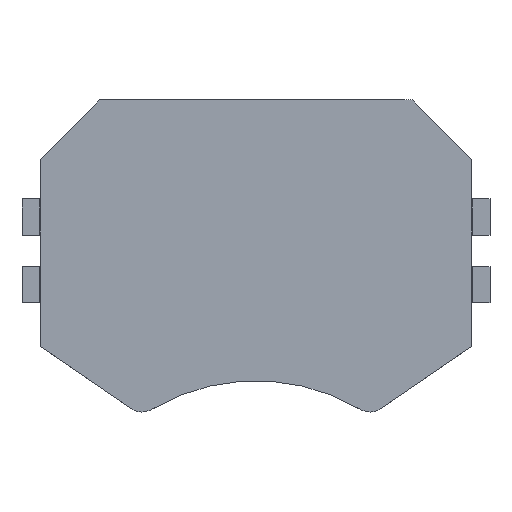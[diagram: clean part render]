
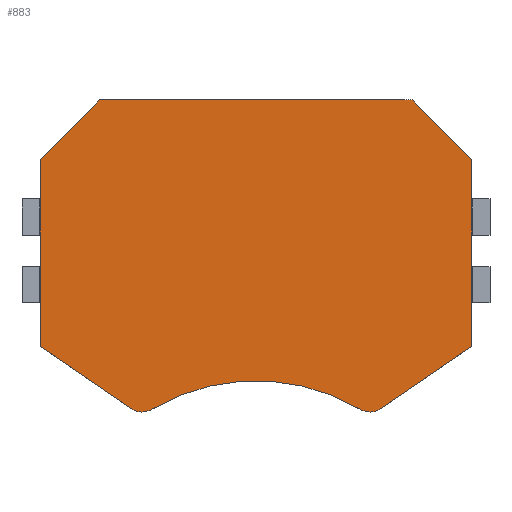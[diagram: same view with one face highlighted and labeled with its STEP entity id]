
A CAD part, top view. The second image highlights one B-rep face of the part: STEP entity #883.
In plain terms, the highlighted planar face has unit normal (0, 0, 1).
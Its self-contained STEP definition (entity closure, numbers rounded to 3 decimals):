
#33 = VERTEX_POINT('',#34);
#34 = CARTESIAN_POINT('',(5.569,-7.781,4.318)
  );
#40 = EDGE_CURVE('',#41,#33,#43,.T.);
#41 = VERTEX_POINT('',#42);
#42 = CARTESIAN_POINT('',(5.115,-7.656,4.318)
  );
#43 = CIRCLE('',#44,0.889);
#44 = AXIS2_PLACEMENT_3D('',#45,#46,#47);
#45 = CARTESIAN_POINT('',(5.569,-6.892,4.318)
  );
#46 = DIRECTION('',(0.,0.,1.));
#47 = DIRECTION('',(0.,-1.,0.));
#75 = VERTEX_POINT('',#76);
#76 = CARTESIAN_POINT('',(-5.569,-7.781,4.318
    ));
#82 = EDGE_CURVE('',#83,#75,#85,.T.);
#83 = VERTEX_POINT('',#84);
#84 = CARTESIAN_POINT('',(-6.07,-7.626,4.318
    ));
#85 = CIRCLE('',#86,0.889);
#86 = AXIS2_PLACEMENT_3D('',#87,#88,#89);
#87 = CARTESIAN_POINT('',(-5.569,-6.892,4.318
    ));
#88 = DIRECTION('',(0.,0.,1.));
#89 = DIRECTION('',(0.,-1.,0.));
#132 = VERTEX_POINT('',#133);
#133 = CARTESIAN_POINT('',(10.541,4.542,4.318));
#139 = EDGE_CURVE('',#140,#132,#142,.T.);
#140 = VERTEX_POINT('',#141);
#141 = CARTESIAN_POINT('',(10.541,-4.574,4.318));
#142 = LINE('',#143,#144);
#143 = CARTESIAN_POINT('',(10.541,-17.937,4.318));
#144 = VECTOR('',#145,1.);
#145 = DIRECTION('',(0.,1.,0.));
#622 = VERTEX_POINT('',#623);
#623 = CARTESIAN_POINT('',(7.62,7.463,4.318));
#629 = EDGE_CURVE('',#132,#622,#630,.T.);
#630 = LINE('',#631,#632);
#631 = CARTESIAN_POINT('',(7.62,7.463,4.318));
#632 = VECTOR('',#633,1.);
#633 = DIRECTION('',(-0.707,0.707,0.
    ));
#756 = VERTEX_POINT('',#757);
#757 = CARTESIAN_POINT('',(-10.541,4.542,4.318));
#763 = EDGE_CURVE('',#756,#764,#766,.T.);
#764 = VERTEX_POINT('',#765);
#765 = CARTESIAN_POINT('',(-7.62,7.463,4.318));
#766 = LINE('',#767,#768);
#767 = CARTESIAN_POINT('',(-7.62,7.463,4.318));
#768 = VECTOR('',#769,1.);
#769 = DIRECTION('',(0.707,0.707,0.)
  );
#883 = ADVANCED_FACE('',(#884),#942,.T.);
#884 = FACE_BOUND('',#885,.T.);
#885 = EDGE_LOOP('',(#886,#894,#895,#904,#911,#912,#921,#927,#928,#929,
    #935,#936));
#886 = ORIENTED_EDGE('',*,*,#887,.F.);
#887 = EDGE_CURVE('',#83,#888,#890,.T.);
#888 = VERTEX_POINT('',#889);
#889 = CARTESIAN_POINT('',(-10.541,-4.574,4.318));
#890 = LINE('',#891,#892);
#891 = CARTESIAN_POINT('',(-11.43,-3.967,4.318));
#892 = VECTOR('',#893,1.);
#893 = DIRECTION('',(-0.826,0.564,0.
    ));
#894 = ORIENTED_EDGE('',*,*,#82,.T.);
#895 = ORIENTED_EDGE('',*,*,#896,.T.);
#896 = EDGE_CURVE('',#75,#897,#899,.T.);
#897 = VERTEX_POINT('',#898);
#898 = CARTESIAN_POINT('',(-5.115,-7.656,4.318
    ));
#899 = CIRCLE('',#900,0.889);
#900 = AXIS2_PLACEMENT_3D('',#901,#902,#903);
#901 = CARTESIAN_POINT('',(-5.569,-6.892,
    4.318));
#902 = DIRECTION('',(0.,0.,1.));
#903 = DIRECTION('',(0.,-1.,0.));
#904 = ORIENTED_EDGE('',*,*,#905,.F.);
#905 = EDGE_CURVE('',#41,#897,#906,.T.);
#906 = CIRCLE('',#907,10.025);
#907 = AXIS2_PLACEMENT_3D('',#908,#909,#910);
#908 = CARTESIAN_POINT('',(0.,-16.278,
    4.318));
#909 = DIRECTION('',(0.,0.,1.));
#910 = DIRECTION('',(0.,1.,0.));
#911 = ORIENTED_EDGE('',*,*,#40,.T.);
#912 = ORIENTED_EDGE('',*,*,#913,.T.);
#913 = EDGE_CURVE('',#33,#914,#916,.T.);
#914 = VERTEX_POINT('',#915);
#915 = CARTESIAN_POINT('',(6.07,-7.626,4.318
    ));
#916 = CIRCLE('',#917,0.889);
#917 = AXIS2_PLACEMENT_3D('',#918,#919,#920);
#918 = CARTESIAN_POINT('',(5.569,-6.892,4.318
    ));
#919 = DIRECTION('',(0.,0.,1.));
#920 = DIRECTION('',(0.,-1.,0.));
#921 = ORIENTED_EDGE('',*,*,#922,.F.);
#922 = EDGE_CURVE('',#140,#914,#923,.T.);
#923 = LINE('',#924,#925);
#924 = CARTESIAN_POINT('',(11.43,-3.967,4.318));
#925 = VECTOR('',#926,1.);
#926 = DIRECTION('',(-0.826,-0.564,0.
    ));
#927 = ORIENTED_EDGE('',*,*,#139,.T.);
#928 = ORIENTED_EDGE('',*,*,#629,.T.);
#929 = ORIENTED_EDGE('',*,*,#930,.F.);
#930 = EDGE_CURVE('',#764,#622,#931,.T.);
#931 = LINE('',#932,#933);
#932 = CARTESIAN_POINT('',(-10.541,7.463,4.318));
#933 = VECTOR('',#934,1.);
#934 = DIRECTION('',(1.,0.,0.));
#935 = ORIENTED_EDGE('',*,*,#763,.F.);
#936 = ORIENTED_EDGE('',*,*,#937,.F.);
#937 = EDGE_CURVE('',#888,#756,#938,.T.);
#938 = LINE('',#939,#940);
#939 = CARTESIAN_POINT('',(-10.541,-17.937,4.318));
#940 = VECTOR('',#941,1.);
#941 = DIRECTION('',(0.,1.,0.));
#942 = PLANE('',#943);
#943 = AXIS2_PLACEMENT_3D('',#944,#945,#946);
#944 = CARTESIAN_POINT('',(-10.541,-17.937,4.318));
#945 = DIRECTION('',(0.,0.,1.));
#946 = DIRECTION('',(0.,-1.,0.));
